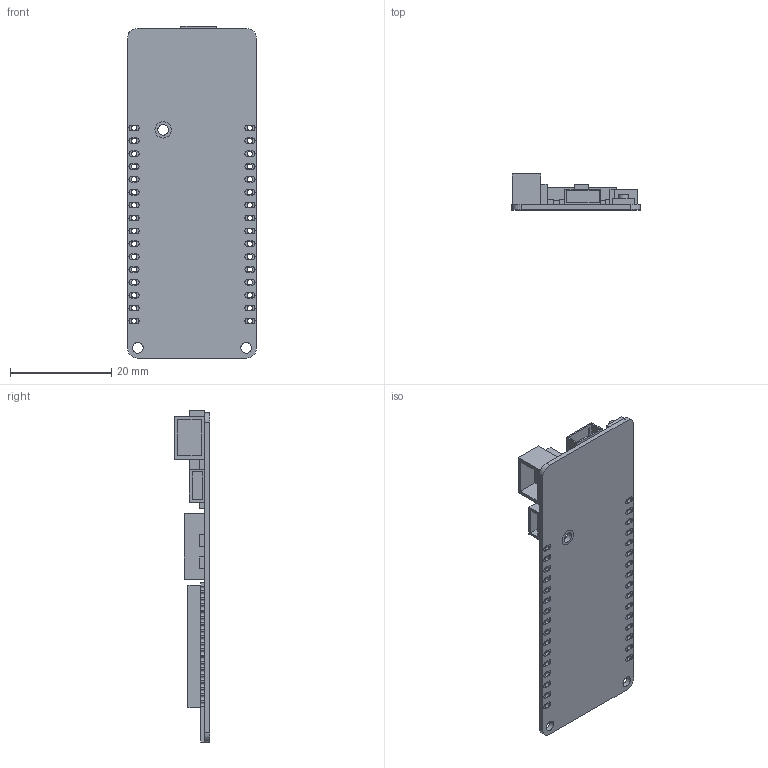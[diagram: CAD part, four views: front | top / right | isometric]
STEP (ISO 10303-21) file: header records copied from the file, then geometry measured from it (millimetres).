
FILE_DESCRIPTION(/* description */ (''),/* implementation_level */ '2;1');
FILE_NAME(/* name */ 'LolinD32Pro.step',/* time_stamp */ '2020-06-08T23:15:54+02:00',/* author */ (''),/* organization */ (''),/* preprocessor_version */ 'ST-DEVELOPER v18.1',/* originating_system */ 'Autodesk Translation Framework v9.3.0.1241',/* authorisation */ '');
FILE_SCHEMA (('AUTOMOTIVE_DESIGN { 1 0 10303 214 3 1 1 }'));
Length unit declared in the file: millimetre
Products named in the file (1): LolinD32Pro
Bounding box: 25.4 x 7 x 65.5 mm (x, y, z)
Volume: 3424.6 mm3; surface area: 7228.6 mm2
Topology: 91 solids, 91 shells, 906 faces, 2154 edges, 1436 vertices
Faces by surface type: plane 694, cylinder 212
Full cylindrical faces by diameter (mm): 0.8 x1, 1 x32, 1.7 x1, 2 x3, 2.1 x3, 3.2 x2
Entity records: 26265 total; most frequent: CARTESIAN_POINT 4497, DIRECTION 4392, ORIENTED_EDGE 4308, EDGE_CURVE 2154, LINE 1730, VECTOR 1730, VERTEX_POINT 1436, AXIS2_PLACEMENT_3D 1331
